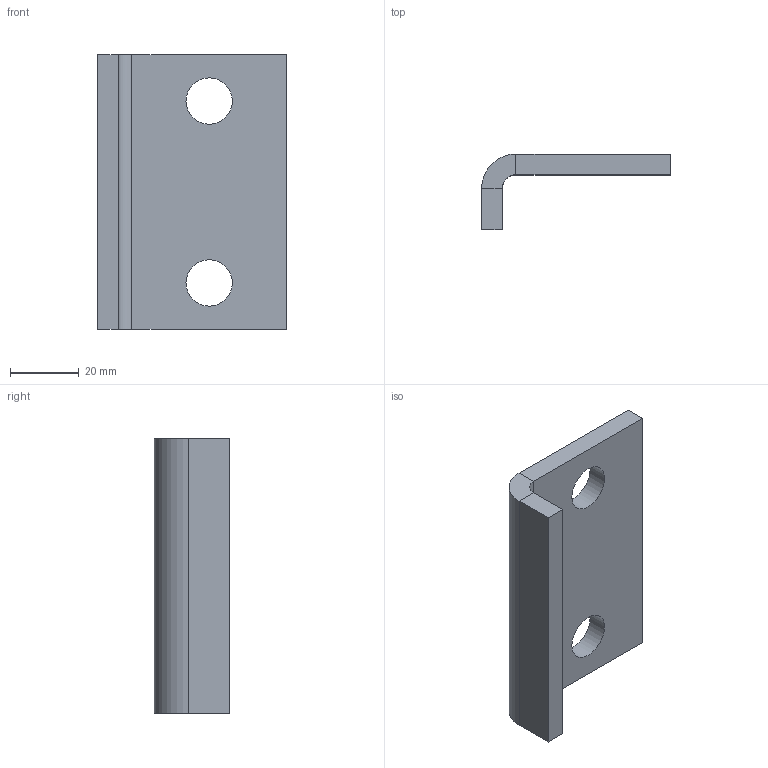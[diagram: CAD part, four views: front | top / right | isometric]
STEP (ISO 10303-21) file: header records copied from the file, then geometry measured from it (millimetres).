
FILE_DESCRIPTION (( 'STEP AP203' ), '1' );
FILE_NAME ('Êðåïåæ ê ìåòàëëè÷åñêèì áàëêàì BÌH-10_BMH1010HDZ.STEP', '2012-11-22T08:43:50', ( 'Àñååâ' ), ( '' ), 'SwSTEP 2.0', 'SolidWorks 2012', '' );
FILE_SCHEMA (( 'CONFIG_CONTROL_DESIGN' ));
Length unit declared in the file: millimetre
Products named in the file (1): Êðåïåæ ê ìåòàëëè÷åñêèì áàëêàì BÌH-10_BMH1010HDZ
Bounding box: 55 x 22 x 80 mm (x, y, z)
Volume: 30920.2 mm3; surface area: 12591.6 mm2
Topology: 1 solids, 1 shells, 16 faces, 35 edges, 21 vertices
Faces by surface type: plane 12, cylinder 4
Full cylindrical faces by diameter (mm): 13.5 x2
Entity records: 497 total; most frequent: DIRECTION 74, CARTESIAN_POINT 69, ORIENTED_EDGE 64, EDGE_CURVE 32, AXIS2_PLACEMENT_3D 25, VECTOR 24, LINE 24, EDGE_LOOP 22
